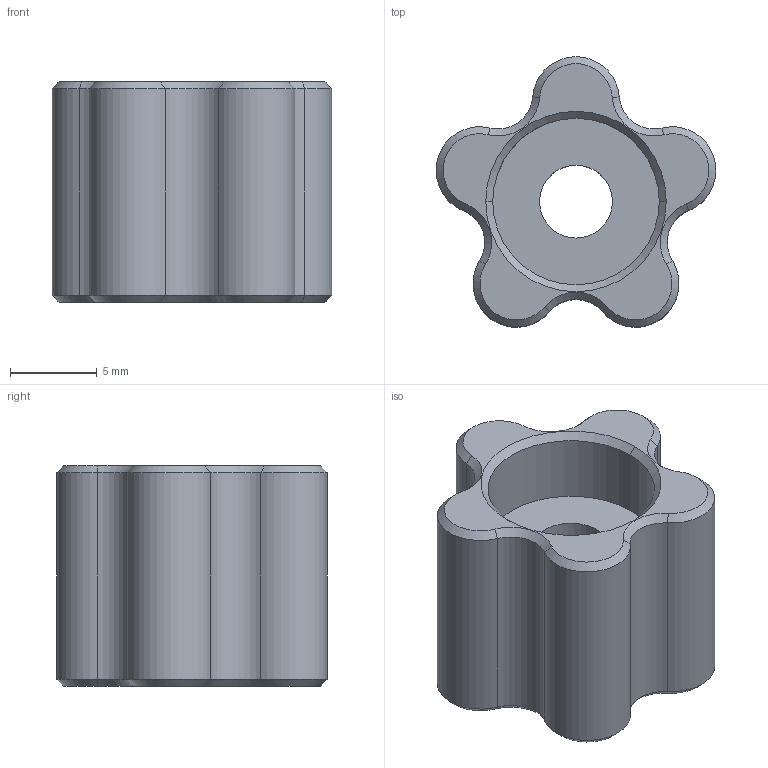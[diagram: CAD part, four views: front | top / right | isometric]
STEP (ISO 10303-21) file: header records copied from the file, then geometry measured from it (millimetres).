
FILE_DESCRIPTION(('STEP AP214'),'1');
FILE_NAME('Spacer_Handwheels.stp','2022-04-05T05:48:12',(' '),(' '),'Spatial InterOp 3D',' ',' ');
FILE_SCHEMA(('automotive_design'));
Length unit declared in the file: inch
Products named in the file (1): 1
Bounding box: 16.12 x 15.57 x 12.7 mm (x, y, z)
Volume: 1455.6 mm3; surface area: 1240.6 mm2
Topology: 1 solids, 1 shells, 56 faces, 124 edges, 72 vertices
Faces by surface type: cone 22, plane 20, cylinder 14
Entity records: 1998 total; most frequent: DIRECTION 288, CARTESIAN_POINT 253, ORIENTED_EDGE 248, EDGE_CURVE 124, AXIS2_PLACEMENT_3D 107, LINE 74, VECTOR 74, VERTEX_POINT 72
